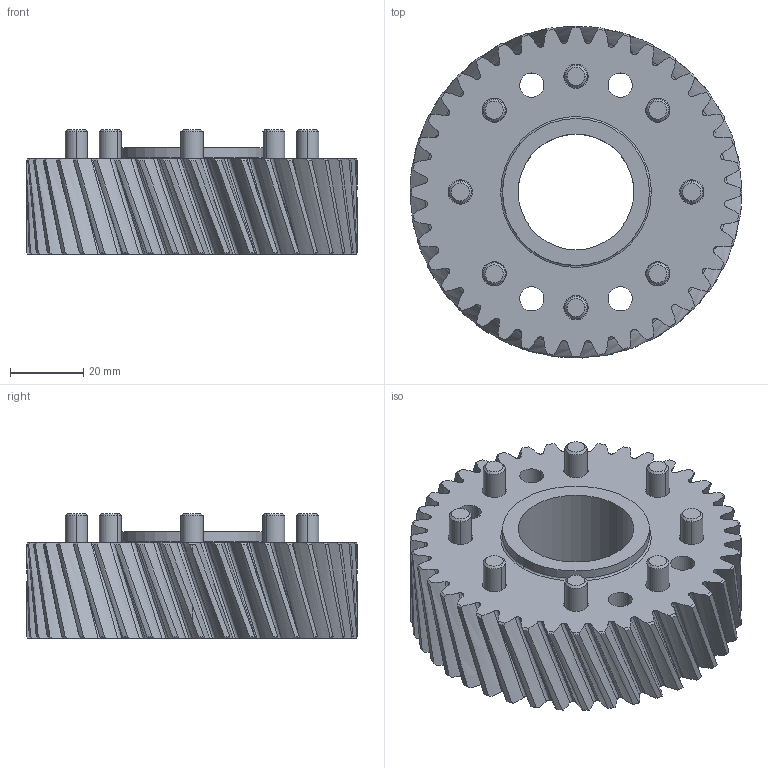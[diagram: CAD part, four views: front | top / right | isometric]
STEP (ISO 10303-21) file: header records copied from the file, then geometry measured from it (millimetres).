
FILE_DESCRIPTION (( 'STEP AP203' ), '1' );
FILE_NAME ('84010009.step', '2020-10-12T14:00:57', ( '' ), ( '' ), 'SwSTEP 2.0', 'SolidWorks 2019', '' );
FILE_SCHEMA (( 'CONFIG_CONTROL_DESIGN' ));
Length unit declared in the file: millimetre
Products named in the file (1): 84010009
Bounding box: 90.4 x 90.4 x 34 mm (x, y, z)
Volume: 119334.5 mm3; surface area: 40980.8 mm2
Topology: 9 solids, 9 shells, 568 faces, 1473 edges, 936 vertices
Faces by surface type: bspline 162, plane 135, cone 129, cylinder 126, torus 16
Entity records: 53176 total; most frequent: CARTESIAN_POINT 41168, ORIENTED_EDGE 2914, DIRECTION 2031, EDGE_CURVE 1457, VERTEX_POINT 936, AXIS2_PLACEMENT_3D 852, EDGE_LOOP 623, FACE_OUTER_BOUND 568
